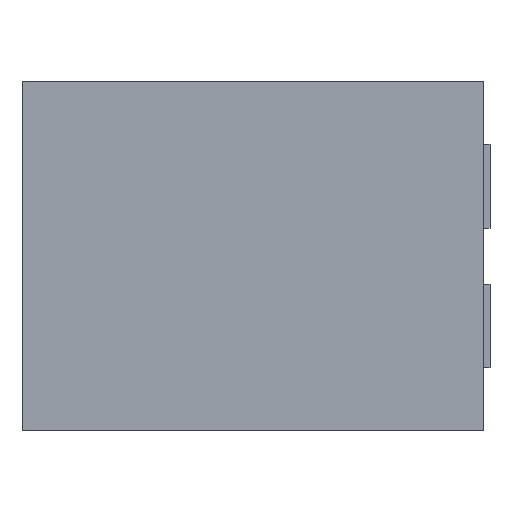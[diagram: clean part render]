
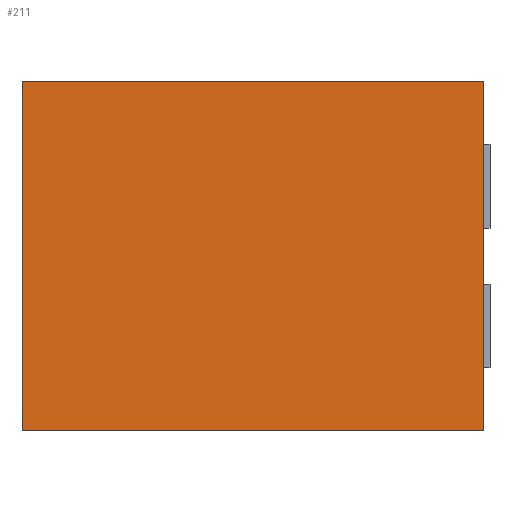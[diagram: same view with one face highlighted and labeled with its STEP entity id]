
A CAD part, top view. The second image highlights one B-rep face of the part: STEP entity #211.
In plain terms, the highlighted planar face has unit normal (0, 0, 1).
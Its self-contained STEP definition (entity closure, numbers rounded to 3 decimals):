
#82 = VERTEX_POINT('',#83);
#83 = CARTESIAN_POINT('',(0.,0.,0.6));
#98 = VERTEX_POINT('',#99);
#99 = CARTESIAN_POINT('',(0.,1.25,0.6));
#105 = EDGE_CURVE('',#82,#98,#106,.T.);
#106 = LINE('',#107,#108);
#107 = CARTESIAN_POINT('',(0.,0.,0.6));
#108 = VECTOR('',#109,1.);
#109 = DIRECTION('',(0.,1.,0.));
#122 = VERTEX_POINT('',#123);
#123 = CARTESIAN_POINT('',(1.65,0.,0.6));
#138 = VERTEX_POINT('',#139);
#139 = CARTESIAN_POINT('',(1.65,1.25,0.6));
#145 = EDGE_CURVE('',#122,#138,#146,.T.);
#146 = LINE('',#147,#148);
#147 = CARTESIAN_POINT('',(1.65,0.,0.6));
#148 = VECTOR('',#149,1.);
#149 = DIRECTION('',(0.,1.,0.));
#166 = EDGE_CURVE('',#82,#122,#167,.T.);
#167 = LINE('',#168,#169);
#168 = CARTESIAN_POINT('',(0.,0.,0.6));
#169 = VECTOR('',#170,1.);
#170 = DIRECTION('',(1.,0.,0.));
#188 = EDGE_CURVE('',#98,#138,#189,.T.);
#189 = LINE('',#190,#191);
#190 = CARTESIAN_POINT('',(0.,1.25,0.6));
#191 = VECTOR('',#192,1.);
#192 = DIRECTION('',(1.,0.,0.));
#211 = ADVANCED_FACE('',(#212),#218,.T.);
#212 = FACE_BOUND('',#213,.T.);
#213 = EDGE_LOOP('',(#214,#215,#216,#217));
#214 = ORIENTED_EDGE('',*,*,#105,.F.);
#215 = ORIENTED_EDGE('',*,*,#166,.T.);
#216 = ORIENTED_EDGE('',*,*,#145,.T.);
#217 = ORIENTED_EDGE('',*,*,#188,.F.);
#218 = PLANE('',#219);
#219 = AXIS2_PLACEMENT_3D('',#220,#221,#222);
#220 = CARTESIAN_POINT('',(0.,0.,0.6));
#221 = DIRECTION('',(0.,0.,1.));
#222 = DIRECTION('',(1.,0.,0.));
